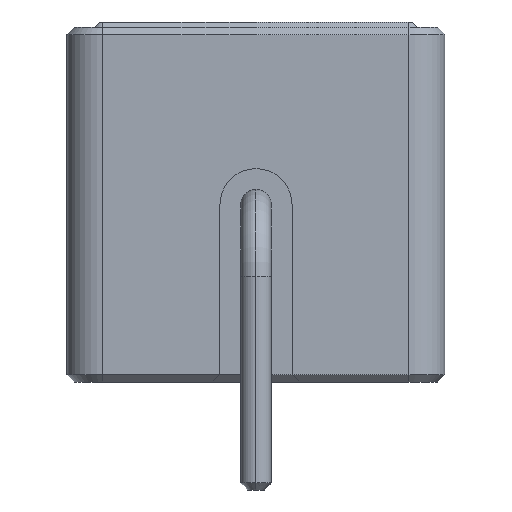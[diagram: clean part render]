
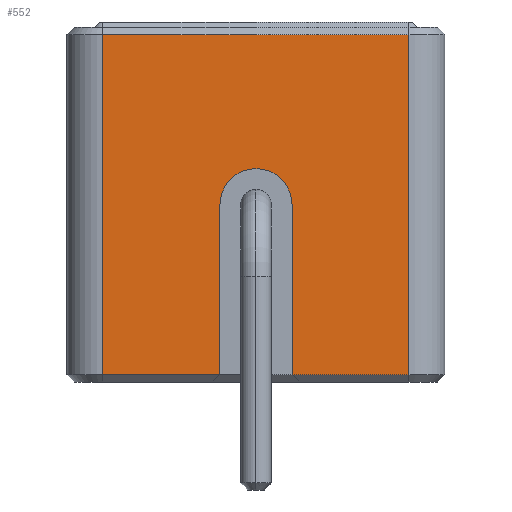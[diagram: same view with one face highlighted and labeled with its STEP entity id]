
A CAD part, left-side view. The second image highlights one B-rep face of the part: STEP entity #552.
In plain terms, the highlighted planar face has unit normal (-1, 0, 0).
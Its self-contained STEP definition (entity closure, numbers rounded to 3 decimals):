
#304 = VERTEX_POINT('',#305);
#305 = CARTESIAN_POINT('',(-11.75,1.,4.925));
#311 = EDGE_CURVE('',#312,#304,#314,.T.);
#312 = VERTEX_POINT('',#313);
#313 = CARTESIAN_POINT('',(-11.75,0.,5.925));
#314 = CIRCLE('',#315,1.);
#315 = AXIS2_PLACEMENT_3D('',#316,#317,#318);
#316 = CARTESIAN_POINT('',(-11.75,0.,4.925));
#317 = DIRECTION('',(-1.,0.,0.));
#318 = DIRECTION('',(0.,0.,-1.));
#552 = ADVANCED_FACE('',(#553),#619,.F.);
#553 = FACE_BOUND('',#554,.T.);
#554 = EDGE_LOOP('',(#555,#565,#573,#581,#589,#597,#605,#611,#612));
#555 = ORIENTED_EDGE('',*,*,#556,.F.);
#556 = EDGE_CURVE('',#557,#559,#561,.T.);
#557 = VERTEX_POINT('',#558);
#558 = CARTESIAN_POINT('',(-11.75,-1.,0.2));
#559 = VERTEX_POINT('',#560);
#560 = CARTESIAN_POINT('',(-11.75,-1.,4.925));
#561 = LINE('',#562,#563);
#562 = CARTESIAN_POINT('',(-11.75,-1.,0.));
#563 = VECTOR('',#564,1.);
#564 = DIRECTION('',(0.,0.,1.));
#565 = ORIENTED_EDGE('',*,*,#566,.T.);
#566 = EDGE_CURVE('',#557,#567,#569,.T.);
#567 = VERTEX_POINT('',#568);
#568 = CARTESIAN_POINT('',(-11.75,-4.25,0.2));
#569 = LINE('',#570,#571);
#570 = CARTESIAN_POINT('',(-11.75,5.25,0.2));
#571 = VECTOR('',#572,1.);
#572 = DIRECTION('',(0.,-1.,0.));
#573 = ORIENTED_EDGE('',*,*,#574,.T.);
#574 = EDGE_CURVE('',#567,#575,#577,.T.);
#575 = VERTEX_POINT('',#576);
#576 = CARTESIAN_POINT('',(-11.75,-4.25,9.65));
#577 = LINE('',#578,#579);
#578 = CARTESIAN_POINT('',(-11.75,-4.25,9.85));
#579 = VECTOR('',#580,1.);
#580 = DIRECTION('',(0.,-0.,1.));
#581 = ORIENTED_EDGE('',*,*,#582,.T.);
#582 = EDGE_CURVE('',#575,#583,#585,.T.);
#583 = VERTEX_POINT('',#584);
#584 = CARTESIAN_POINT('',(-11.75,4.25,9.65));
#585 = LINE('',#586,#587);
#586 = CARTESIAN_POINT('',(-11.75,4.25,9.65));
#587 = VECTOR('',#588,1.);
#588 = DIRECTION('',(0.,1.,0.));
#589 = ORIENTED_EDGE('',*,*,#590,.T.);
#590 = EDGE_CURVE('',#583,#591,#593,.T.);
#591 = VERTEX_POINT('',#592);
#592 = CARTESIAN_POINT('',(-11.75,4.25,0.2));
#593 = LINE('',#594,#595);
#594 = CARTESIAN_POINT('',(-11.75,4.25,9.85));
#595 = VECTOR('',#596,1.);
#596 = DIRECTION('',(0.,0.,-1.));
#597 = ORIENTED_EDGE('',*,*,#598,.T.);
#598 = EDGE_CURVE('',#591,#599,#601,.T.);
#599 = VERTEX_POINT('',#600);
#600 = CARTESIAN_POINT('',(-11.75,1.,0.2));
#601 = LINE('',#602,#603);
#602 = CARTESIAN_POINT('',(-11.75,5.25,0.2));
#603 = VECTOR('',#604,1.);
#604 = DIRECTION('',(0.,-1.,0.));
#605 = ORIENTED_EDGE('',*,*,#606,.F.);
#606 = EDGE_CURVE('',#304,#599,#607,.T.);
#607 = LINE('',#608,#609);
#608 = CARTESIAN_POINT('',(-11.75,1.,0.));
#609 = VECTOR('',#610,1.);
#610 = DIRECTION('',(-0.,0.,-1.));
#611 = ORIENTED_EDGE('',*,*,#311,.F.);
#612 = ORIENTED_EDGE('',*,*,#613,.F.);
#613 = EDGE_CURVE('',#559,#312,#614,.T.);
#614 = CIRCLE('',#615,1.);
#615 = AXIS2_PLACEMENT_3D('',#616,#617,#618);
#616 = CARTESIAN_POINT('',(-11.75,0.,4.925));
#617 = DIRECTION('',(-1.,0.,0.));
#618 = DIRECTION('',(0.,0.,-1.));
#619 = PLANE('',#620);
#620 = AXIS2_PLACEMENT_3D('',#621,#622,#623);
#621 = CARTESIAN_POINT('',(-11.75,5.25,9.85));
#622 = DIRECTION('',(1.,0.,-0.));
#623 = DIRECTION('',(-0.,0.,-1.));
